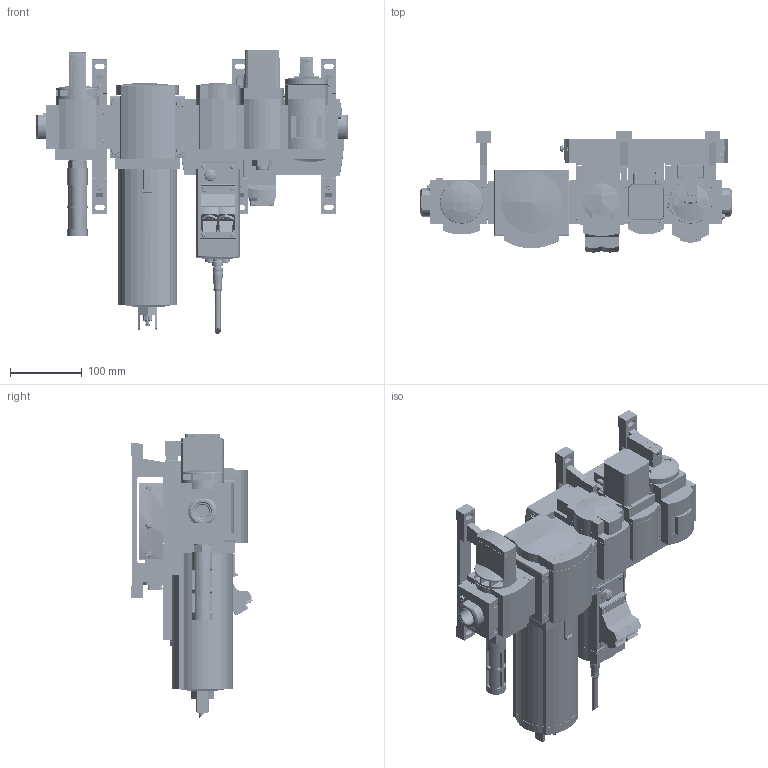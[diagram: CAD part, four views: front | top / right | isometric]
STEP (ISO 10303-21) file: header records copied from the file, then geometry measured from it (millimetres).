
FILE_DESCRIPTION(/* description */ ('','CAx-IF Rec.Pracs.---Representation and Presentation of Product Manufacturing Information (PMI)---4.0---2014-10-13'),/* implementation_level */ '2;1');
FILE_NAME(/* name */ 'Wartungseinheit-Highflow-C2M-8186121.stp',/* time_stamp */ '2024-11-25T09:57:47+01:00',/* author */ ('hklee'),/* organization */ (''),/* preprocessor_version */ 'ST-DEVELOPER v19.2',/* originating_system */ 'Autodesk Inventor 2024',/* authorisation */ '');
FILE_SCHEMA (('AP242_MANAGED_MODEL_BASED_3D_ENGINEERING_MIM_LF { 1 0 10303 442 1 1 4 }'));
Length unit declared in the file: millimetre
Products named in the file (2): Wartungseinheit-Highflow-C2M-8186121; 3569 B-1/4
Assembly tree (2 placements, depth 2):
  Wartungseinheit-Highflow-C2M-8186121
    #206322
    3569 B-1/4
Bounding box: 434.6 x 169.29 x 396.81 mm (x, y, z)
Volume: 6385848.8 mm3; surface area: 969462.1 mm2
Topology: 78 solids, 79 shells, 6334 faces, 16591 edges, 10805 vertices
Faces by surface type: plane 3804, cylinder 1778, cone 540, torus 159, bspline 31, sphere 22
Full cylindrical faces by diameter (mm): 0.6 x4, 1 x4, 1.1 x14, 1.3 x4, 1.5 x5, 2 x4, 2.3 x2, 2.459 x4, 2.6 x4, 2.694 x2, 2.75 x14, 3 x12, 3.242 x20, 3.3 x4, 3.4 x14, 4 x26, 4.1 x14, 4.134 x8, 4.2 x2, 4.3 x6, 4.4 x2, 4.5 x4, 4.6 x2, 5 x10, 5.5 x12, 5.6 x6, 5.8 x2, 6 x6, 6.5 x12, 7 x13
Entity records: 206008 total; most frequent: CARTESIAN_POINT 40432, DIRECTION 33380, ORIENTED_EDGE 33110, EDGE_CURVE 16555, AXIS2_PLACEMENT_3D 11338, VERTEX_POINT 10805, LINE 10704, VECTOR 10704
